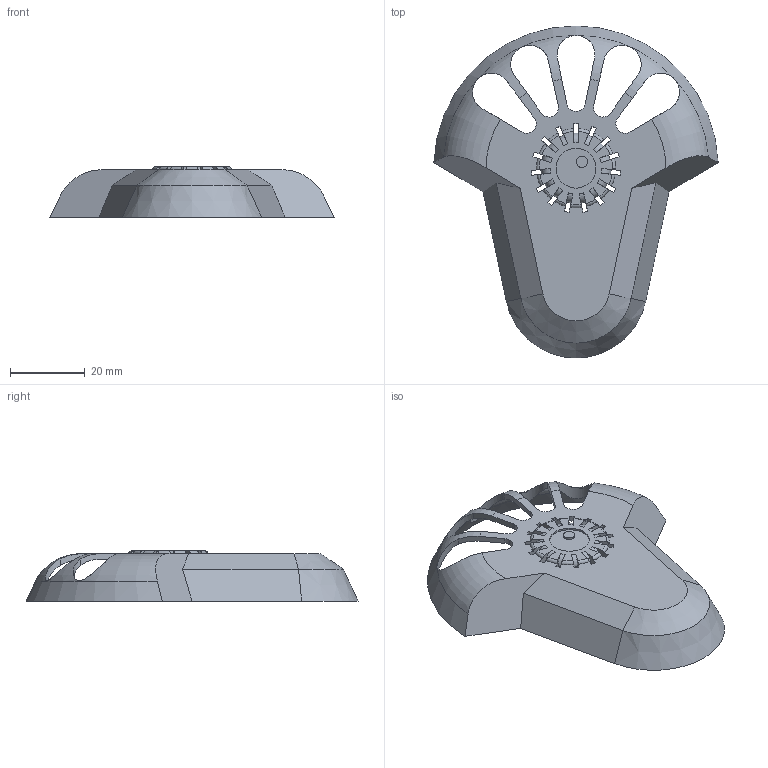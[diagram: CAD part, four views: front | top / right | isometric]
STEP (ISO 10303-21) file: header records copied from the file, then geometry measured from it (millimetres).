
FILE_DESCRIPTION (( 'STEP AP203' ), '1' );
FILE_NAME ('L4.STEP', '2026-01-05T23:16:32', ( '' ), ( '' ), 'SwSTEP 2.0', 'SolidWorks 2026', '' );
FILE_SCHEMA (( 'CONFIG_CONTROL_DESIGN' ));
Length unit declared in the file: inch
Products named in the file (1): L4
Bounding box: 76.13 x 88.9 x 13.46 mm (x, y, z)
Volume: 7912.9 mm3; surface area: 11341.9 mm2
Topology: 1 solids, 1 shells, 161 faces, 512 edges, 340 vertices
Faces by surface type: plane 81, cylinder 39, torus 23, cone 18
Entity records: 6579 total; most frequent: CARTESIAN_POINT 1928, ORIENTED_EDGE 1024, DIRECTION 894, EDGE_CURVE 512, VERTEX_POINT 340, AXIS2_PLACEMENT_3D 306, LINE 282, VECTOR 282
